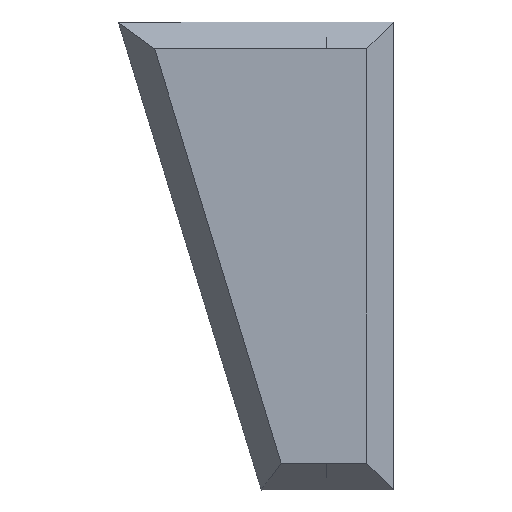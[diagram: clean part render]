
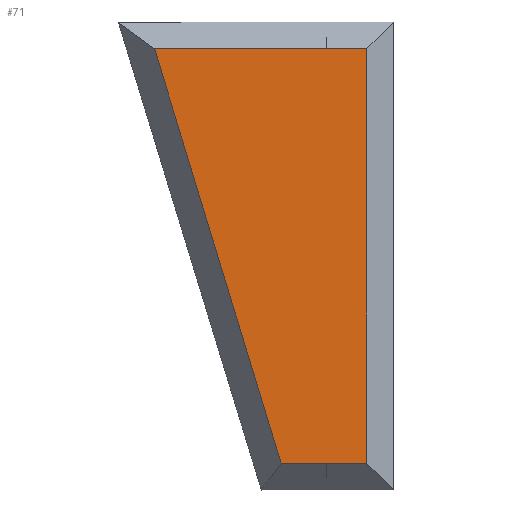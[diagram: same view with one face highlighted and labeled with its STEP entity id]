
A CAD part, top view. The second image highlights one B-rep face of the part: STEP entity #71.
In plain terms, the highlighted planar face has unit normal (0, 0, 1).
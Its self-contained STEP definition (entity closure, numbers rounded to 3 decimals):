
#1=CARTESIAN_POINT('POINT1',(0.001,20.,20.));
#2=VERTEX_POINT('VERTEX1',#1);
#3=CARTESIAN_POINT('POINT2',(30.,20.,20.));
#4=VERTEX_POINT('VERTEX2',#3);
#5=CARTESIAN_POINT('POS1',(0.,20.,20.));
#6=DIRECTION('DIR1',(1.,0.,0.));
#7=VECTOR('VEC1',#6,1.);
#8=LINE('STRAIGHT1',#5,#7);
#9=EDGE_CURVE('EDGE1',#2,#4,#8,.T.);
#10=ORIENTED_EDGE('COEDGE1',*,*,#9,.T.);
#11=CARTESIAN_POINT('POINT3',(30.,330.,20.));
#12=VERTEX_POINT('VERTEX3',#11);
#13=CARTESIAN_POINT('POS2',(30.,0.,20.));
#14=DIRECTION('DIR2',(0.,1.,0.));
#15=VECTOR('VEC2',#14,1.);
#16=LINE('STRAIGHT2',#13,#15);
#17=EDGE_CURVE('EDGE2',#4,#12,#16,.T.);
#18=ORIENTED_EDGE('COEDGE2',*,*,#17,.T.);
#19=CARTESIAN_POINT('POINT4',(-0.006,330.,20.))
   ;
#20=VERTEX_POINT('VERTEX4',#19);
#21=CARTESIAN_POINT('POS3',(25.,330.,20.));
#22=DIRECTION('DIR3',(-1.,0.,0.));
#23=VECTOR('VEC3',#22,1.);
#24=LINE('STRAIGHT3',#21,#23);
#25=EDGE_CURVE('EDGE3',#12,#20,#24,.T.);
#26=ORIENTED_EDGE('COEDGE3',*,*,#25,.T.);
#27=CARTESIAN_POINT('POINT5',(-128.714,
   329.788,20.));
#28=VERTEX_POINT('VERTEX5',#27);
#29=(BOUNDED_CURVE() B_SPLINE_CURVE(3,(#30,#31,#32,#33,#34,#35,#36),
   .UNSPECIFIED.,.F.,.F.) B_SPLINE_CURVE_WITH_KNOTS((4,1,1,1,4),(
   0.,0.252,0.503,
   0.752,1.),.UNSPECIFIED.) CURVE() 
   GEOMETRIC_REPRESENTATION_ITEM() RATIONAL_B_SPLINE_CURVE((1.,
   1.,1.,1.,1.,1.,1.)) 
   REPRESENTATION_ITEM('SPLINE_CRV1'));
#30=CARTESIAN_POINT('',(-0.006,330.,20.));
#31=CARTESIAN_POINT('',(-11.279,330.003,
   20.));
#32=CARTESIAN_POINT('',(-33.53,330.003,
   20.));
#33=CARTESIAN_POINT('',(-66.113,329.999,
   20.));
#34=CARTESIAN_POINT('',(-97.84,329.963,
   20.));
#35=CARTESIAN_POINT('',(-118.512,329.857,
   20.));
#36=CARTESIAN_POINT('',(-128.714,329.788,
   20.));
#37=EDGE_CURVE('EDGE4',#20,#28,#29,.T.);
#38=ORIENTED_EDGE('COEDGE4',*,*,#37,.T.);
#39=CARTESIAN_POINT('POINT6',(-34.018,
   19.994,20.));
#40=VERTEX_POINT('VERTEX6',#39);
#41=(BOUNDED_CURVE() B_SPLINE_CURVE(3,(#42,#43,#44,#45,#46,#47,#48,#49,
   #50,#51,#52),.UNSPECIFIED.,.F.,.F.) B_SPLINE_CURVE_WITH_KNOTS((4,1,1,
   1,1,1,1,1,4),(0.,0.131,0.26,
   0.386,0.511,0.635,
   0.757,0.879,1.),.UNSPECIFIED.) 
   CURVE() GEOMETRIC_REPRESENTATION_ITEM() RATIONAL_B_SPLINE_CURVE((
   1.,1.,1.,1.,1.,1.,1.,
   1.,1.,1.,1.)) REPRESENTATION_ITEM(
   'SPLINE_CRV2'));
#42=CARTESIAN_POINT('',(-128.714,329.788,
   20.));
#43=CARTESIAN_POINT('',(-122.749,310.545,
   20.));
#44=CARTESIAN_POINT('',(-111.478,274.124,
   20.));
#45=CARTESIAN_POINT('',(-96.376,225.219,
   20.));
#46=CARTESIAN_POINT('',(-83.06,181.734,
   20.));
#47=CARTESIAN_POINT('',(-71.136,142.839,
   20.));
#48=CARTESIAN_POINT('',(-60.567,107.972,
   20.));
#49=CARTESIAN_POINT('',(-50.964,76.315,
   20.));
#50=CARTESIAN_POINT('',(-42.151,47.231,
   20.));
#51=CARTESIAN_POINT('',(-36.657,28.865,
   20.));
#52=CARTESIAN_POINT('',(-34.018,19.994,
   20.));
#53=EDGE_CURVE('EDGE5',#28,#40,#41,.T.);
#54=ORIENTED_EDGE('COEDGE5',*,*,#53,.T.);
#55=(BOUNDED_CURVE() B_SPLINE_CURVE(3,(#56,#57,#58,#59,#60,#61),
   .UNSPECIFIED.,.F.,.F.) B_SPLINE_CURVE_WITH_KNOTS((4,1,1,4),(0.,
   0.33,0.663,1.),.UNSPECIFIED.) 
   CURVE() GEOMETRIC_REPRESENTATION_ITEM() RATIONAL_B_SPLINE_CURVE((
   1.,1.,1.,1.,1.,1.)) 
   REPRESENTATION_ITEM('SPLINE_CRV3'));
#56=CARTESIAN_POINT('',(-34.018,19.994,
   20.));
#57=CARTESIAN_POINT('',(-30.451,19.997,
   20.));
#58=CARTESIAN_POINT('',(-23.165,20.001,
   20.));
#59=CARTESIAN_POINT('',(-11.83,20.,
   20.));
#60=CARTESIAN_POINT('',(-3.996,20.,
   20.));
#61=CARTESIAN_POINT('',(0.001,20.,20.));
#62=EDGE_CURVE('EDGE6',#40,#2,#55,.T.);
#63=ORIENTED_EDGE('COEDGE6',*,*,#62,.T.);
#64=EDGE_LOOP('NONE',(#10,#18,#26,#38,#54,#63));
#65=FACE_BOUND('LOOP1',#64,.T.);
#66=CARTESIAN_POINT('POS4',(0.,0.,20.));
#67=DIRECTION('DIR4',(0.,0.,1.));
#68=DIRECTION('DIR5',(1.,0.,0.));
#69=AXIS2_PLACEMENT_3D('AXIS1',#66,#67,#68);
#70=PLANE('PLANE1',#69);
#71=ADVANCED_FACE('FACE1',(#65),#70,.T.);
